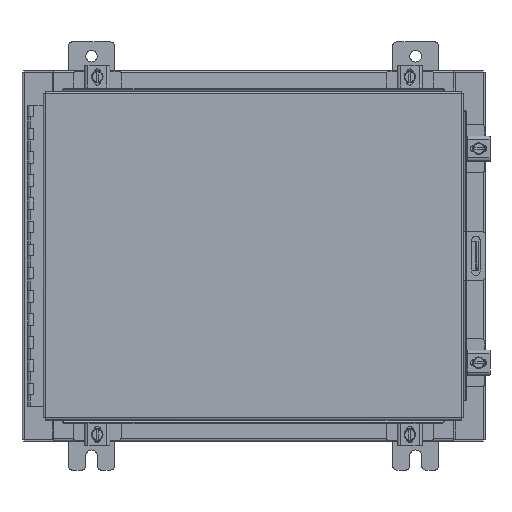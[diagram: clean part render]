
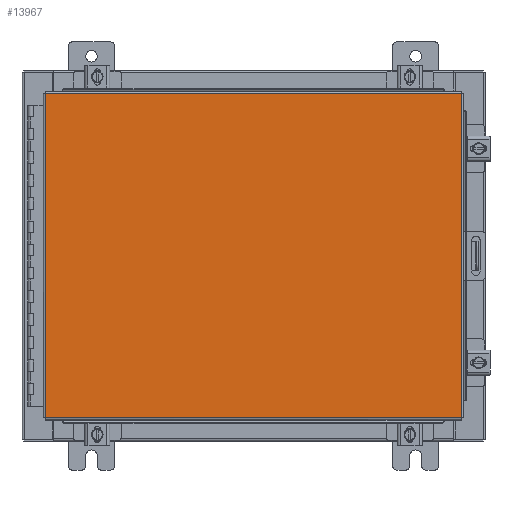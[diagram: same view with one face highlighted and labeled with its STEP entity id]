
A CAD part, top view. The second image highlights one B-rep face of the part: STEP entity #13967.
In plain terms, the highlighted planar face has unit normal (0, 0, 1).
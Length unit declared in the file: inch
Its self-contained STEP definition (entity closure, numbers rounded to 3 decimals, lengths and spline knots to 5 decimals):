
#245 = DIRECTION ( 'NONE',  ( -1., 0., 0. ) ) ;
#918 = VERTEX_POINT ( 'NONE', #15798 ) ;
#1815 = LINE ( 'NONE', #9576, #14681 ) ;
#1905 = AXIS2_PLACEMENT_3D ( 'NONE', #16872, #21809, #6858 ) ;
#2242 = VECTOR ( 'NONE', #25096, 39.37008 ) ;
#2531 = VERTEX_POINT ( 'NONE', #15681 ) ;
#4372 = CARTESIAN_POINT ( 'NONE',  ( 8.9903, 7.0063, 0. ) ) ;
#6858 = DIRECTION ( 'NONE',  ( -1., 0., 0. ) ) ;
#9576 = CARTESIAN_POINT ( 'NONE',  ( -8.9903, 7.0063, 0. ) ) ;
#10348 = ORIENTED_EDGE ( 'NONE', *, *, #26219, .T. ) ;
#10453 = CARTESIAN_POINT ( 'NONE',  ( 8.9903, 7.0063, 0. ) ) ;
#10757 = DIRECTION ( 'NONE',  ( 0., 1., 0. ) ) ;
#11060 = CARTESIAN_POINT ( 'NONE',  ( 8.9903, -7.0063, 0. ) ) ;
#11113 = CARTESIAN_POINT ( 'NONE',  ( 8.9903, -7.0063, 0. ) ) ;
#11333 = DIRECTION ( 'NONE',  ( 0., -1., 0. ) ) ;
#12055 = VERTEX_POINT ( 'NONE', #10453 ) ;
#12686 = LINE ( 'NONE', #24171, #2242 ) ;
#13137 = VERTEX_POINT ( 'NONE', #11060 ) ;
#13776 = EDGE_CURVE ( 'NONE', #2531, #13137, #12686, .T. ) ;
#13967 = ADVANCED_FACE ( 'NONE', ( #21135 ), #23750, .F. ) ;
#14681 = VECTOR ( 'NONE', #11333, 39.37008 ) ;
#15681 = CARTESIAN_POINT ( 'NONE',  ( -8.9903, -7.0063, 0. ) ) ;
#15798 = CARTESIAN_POINT ( 'NONE',  ( -8.9903, 7.0063, 0. ) ) ;
#16872 = CARTESIAN_POINT ( 'NONE',  ( 0., 0., 0. ) ) ;
#18447 = ORIENTED_EDGE ( 'NONE', *, *, #25250, .T. ) ;
#18635 = ORIENTED_EDGE ( 'NONE', *, *, #25201, .T. ) ;
#18749 = ORIENTED_EDGE ( 'NONE', *, *, #13776, .T. ) ;
#20353 = LINE ( 'NONE', #11113, #22915 ) ;
#21135 = FACE_OUTER_BOUND ( 'NONE', #24440, .T. ) ;
#21809 = DIRECTION ( 'NONE',  ( 0., 0., -1. ) ) ;
#22915 = VECTOR ( 'NONE', #10757, 39.37008 ) ;
#23750 = PLANE ( 'NONE',  #1905 ) ;
#24171 = CARTESIAN_POINT ( 'NONE',  ( -8.9903, -7.0063, 0. ) ) ;
#24440 = EDGE_LOOP ( 'NONE', ( #18749, #18635, #18447, #10348 ) ) ;
#25096 = DIRECTION ( 'NONE',  ( 1., 0., 0. ) ) ;
#25201 = EDGE_CURVE ( 'NONE', #13137, #12055, #20353, .T. ) ;
#25250 = EDGE_CURVE ( 'NONE', #12055, #918, #25451, .T. ) ;
#25451 = LINE ( 'NONE', #4372, #26093 ) ;
#26093 = VECTOR ( 'NONE', #245, 39.37008 ) ;
#26219 = EDGE_CURVE ( 'NONE', #918, #2531, #1815, .T. ) ;
